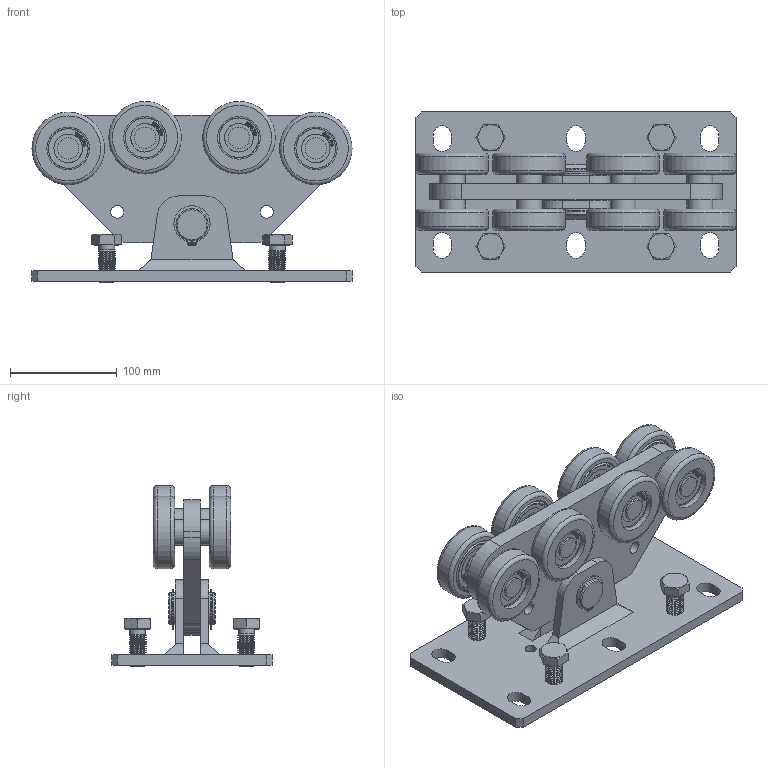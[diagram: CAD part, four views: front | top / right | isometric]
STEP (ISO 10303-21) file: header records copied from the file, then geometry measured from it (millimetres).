
FILE_DESCRIPTION(/* description */ ('CGS-350.8P CARRELLO AUTOP. 8 RUOTE'),/* implementation_level */ '2;1');
FILE_NAME(/* name */ '10130006 001.stp',/* time_stamp */ '2023-03-02T10:12:50+01:00',/* author */ ('gcocco'),/* organization */ (''),/* preprocessor_version */ 'ST-DEVELOPER v17.2',/* originating_system */ 'Autodesk Inventor 2019',/* authorisation */ '');
FILE_SCHEMA (('AUTOMOTIVE_DESIGN { 1 0 10303 214 3 1 1 }'));
Length unit declared in the file: millimetre
Products named in the file (15): 10130006  001; 21001423; 27510008; 71500624; 71104097  001; 22000329  001; 23000644  001; 74101032; 74101032_1; 74101032 GUARNIZIONE 2RS; 23001243; 36201213  001; 36201213  001_1; 26201211 ; 26402602
Assembly tree (44 placements, depth 3):
  10130006  001
    21001423
    27510008
    71500624  x2
    71104097  001  x4
    22000329  001  x4
    23000644  001  x8
    74101032  x8
      74101032_1
      74101032 GUARNIZIONE 2RS
    23001243  x8
    36201213  001
      36201213  001_1
      26201211 
      26402602  x2
Bounding box: 300 x 150 x 169.62 mm (x, y, z)
Volume: 1481375.1 mm3; surface area: 448052.3 mm2
Topology: 153 solids, 153 shells, 3481 faces, 9835 edges, 6684 vertices
Faces by surface type: bspline 1648, plane 1034, torus 288, cylinder 273, cone 150, sphere 88
Full cylindrical faces by diameter (mm): 2 x4, 10.25 x1, 12 x2, 13.5 x4, 14 x4, 14.917 x4, 16 x56, 16.8 x4, 16.9 x4, 17 x12, 17.2 x8, 20 x4, 22 x4, 24 x8, 26.78 x16, 26.8 x16, 28.6 x2, 30 x3, 30.1 x1, 30.3 x2, 37.2 x16, 37.22 x16, 40 x8, 47 x16, 52 x8, 68 x8
Entity records: 15868 total; most frequent: CARTESIAN_POINT 3945, ORIENTED_EDGE 2414, DIRECTION 2243, EDGE_CURVE 1207, VERTEX_POINT 876, AXIS2_PLACEMENT_3D 874, EDGE_LOOP 519, LINE 495
